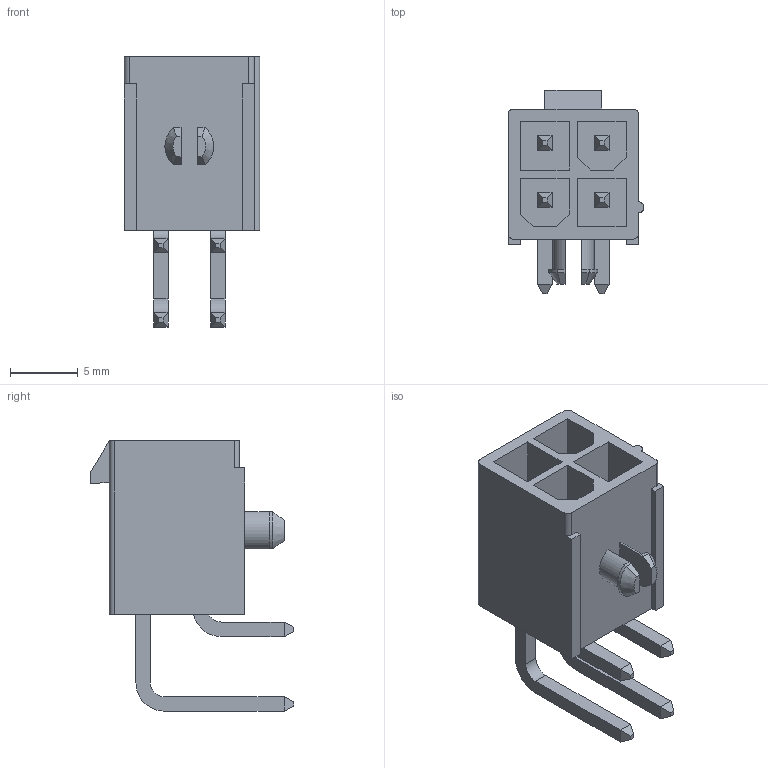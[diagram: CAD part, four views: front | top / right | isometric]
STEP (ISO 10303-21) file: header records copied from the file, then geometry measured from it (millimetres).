
FILE_DESCRIPTION( ( 'STEP AP214' ), '1' );
FILE_NAME( '39300040.stp', '2020-10-23T09:56:59', ( 'License CC BY-ND 4.0' ), ( 'CADENAS' ), ' ', 'PARTsolutions', ' ' );
FILE_SCHEMA( ( 'AUTOMOTIVE_DESIGN { 1 0 10303 214 1 1 1 1 }' ) );
Length unit declared in the file: millimetre
Products named in the file (2): 39300040; 1
Assembly tree (1 placements, depth 2):
  39300040
    1
Bounding box: 10 x 15 x 19.93 mm (x, y, z)
Volume: 834.1 mm3; surface area: 1538.7 mm2
Topology: 1 solids, 1 shells, 151 faces, 363 edges, 228 vertices
Faces by surface type: plane 132, cylinder 17, cone 2
Entity records: 4320 total; most frequent: CARTESIAN_POINT 758, ORIENTED_EDGE 726, DIRECTION 701, EDGE_CURVE 363, LINE 323, VECTOR 323, VERTEX_POINT 228, AXIS2_PLACEMENT_3D 189
